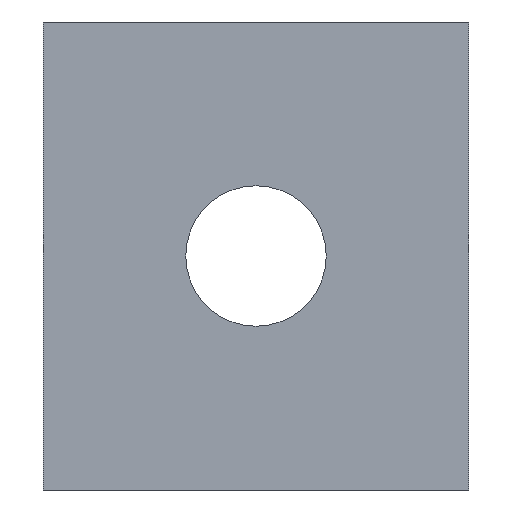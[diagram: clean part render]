
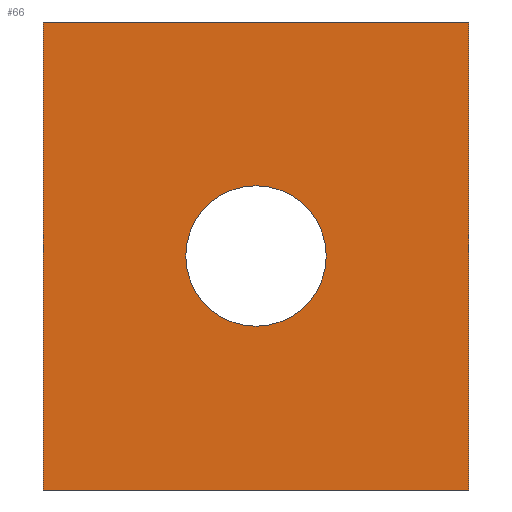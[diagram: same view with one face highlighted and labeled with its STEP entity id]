
A CAD part, front view. The second image highlights one B-rep face of the part: STEP entity #66.
In plain terms, the highlighted planar face has unit normal (0, -1, 0).
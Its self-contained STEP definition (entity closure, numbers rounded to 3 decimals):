
#66=ADVANCED_FACE('PLANAR_9',(#134,#135),#136,.F.);
#134=FACE_OUTER_BOUND('',#202,.T.);
#135=FACE_BOUND('',#203,.T.);
#136=PLANE('',#204);
#202=EDGE_LOOP('',(#328,#329,#330,#331));
#203=EDGE_LOOP('',(#332,#333));
#204=AXIS2_PLACEMENT_3D('',#334,#335,#336);
#328=ORIENTED_EDGE('',*,*,#454,.T.);
#329=ORIENTED_EDGE('',*,*,#457,.T.);
#330=ORIENTED_EDGE('',*,*,#439,.F.);
#331=ORIENTED_EDGE('',*,*,#458,.F.);
#332=ORIENTED_EDGE('',*,*,#459,.T.);
#333=ORIENTED_EDGE('',*,*,#408,.T.);
#334=CARTESIAN_POINT('',(10.0,-5.5,-11.0));
#335=DIRECTION('',(0.0,1.0,0.));
#336=DIRECTION('',(0.0,0.,1.0));
#408=EDGE_CURVE('NONE',#480,#481,#482,.T.);
#439=EDGE_CURVE('NONE',#531,#532,#533,.T.);
#454=EDGE_CURVE('NONE',#553,#551,#554,.T.);
#457=EDGE_CURVE('NONE',#551,#532,#557,.T.);
#458=EDGE_CURVE('NONE',#553,#531,#558,.T.);
#459=EDGE_CURVE('NONE',#481,#480,#559,.T.);
#480=VERTEX_POINT('NONE',#582);
#481=VERTEX_POINT('NONE',#583);
#482=CIRCLE('',#584,3.3);
#531=VERTEX_POINT('NONE',#655);
#532=VERTEX_POINT('NONE',#656);
#533=LINE('',#657,#658);
#551=VERTEX_POINT('NONE',#686);
#553=VERTEX_POINT('NONE',#689);
#554=LINE('',#690,#691);
#557=LINE('',#695,#696);
#558=LINE('',#697,#698);
#559=CIRCLE('',#699,3.3);
#582=CARTESIAN_POINT('',(0.,-5.5,-3.3));
#583=CARTESIAN_POINT('',(0.0,-5.5,3.3));
#584=AXIS2_PLACEMENT_3D('',#718,#719,#720);
#655=CARTESIAN_POINT('',(-10.0,-5.5,-11.0));
#656=CARTESIAN_POINT('',(-10.0,-5.5,11.0));
#657=CARTESIAN_POINT('',(-10.0,-5.5,-11.0));
#658=VECTOR('',#746,1000.0);
#686=CARTESIAN_POINT('',(10.0,-5.5,11.0));
#689=CARTESIAN_POINT('',(10.0,-5.5,-11.0));
#690=CARTESIAN_POINT('',(10.0,-5.5,-11.0));
#691=VECTOR('',#761,1000.0);
#695=CARTESIAN_POINT('',(10.0,-5.5,11.0));
#696=VECTOR('',#763,1000.0);
#697=CARTESIAN_POINT('',(10.0,-5.5,-11.0));
#698=VECTOR('',#764,1000.0);
#699=AXIS2_PLACEMENT_3D('',#765,#766,#767);
#718=CARTESIAN_POINT('',(0.0,-5.5,0.));
#719=DIRECTION('',(0.0,1.0,0.));
#720=DIRECTION('',(0.0,0.,1.0));
#746=DIRECTION('',(-0.0,0.,1.0));
#761=DIRECTION('',(-0.0,0.,1.0));
#763=DIRECTION('',(-1.0,-0.0,0.0));
#764=DIRECTION('',(-1.0,-0.0,0.0));
#765=CARTESIAN_POINT('',(0.0,-5.5,0.));
#766=DIRECTION('',(0.0,1.0,0.));
#767=DIRECTION('',(0.0,0.,1.0));
